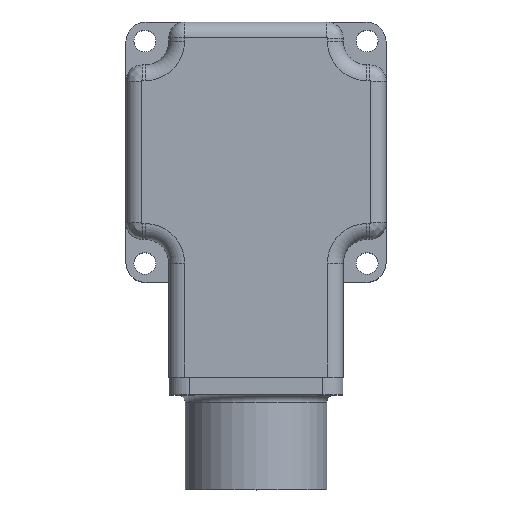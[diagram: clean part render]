
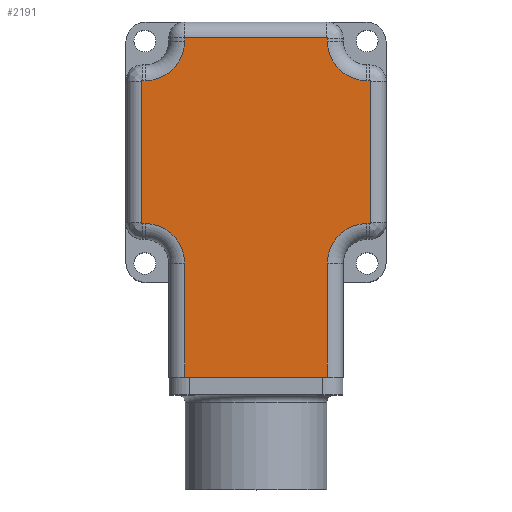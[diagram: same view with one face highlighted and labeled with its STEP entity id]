
A CAD part, top view. The second image highlights one B-rep face of the part: STEP entity #2191.
In plain terms, the highlighted planar face has unit normal (0, 0, 1).
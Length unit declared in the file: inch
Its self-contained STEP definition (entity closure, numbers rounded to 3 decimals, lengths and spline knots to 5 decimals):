
#1=DIRECTION('',(0.,-1.,0.));
#2=VECTOR('',#1,0.902);
#3=CARTESIAN_POINT('',(0.565,-0.878,1.57));
#4=LINE('',#3,#2);
#5=DIRECTION('',(1.,0.,0.));
#6=VECTOR('',#5,1.13);
#7=CARTESIAN_POINT('',(-0.565,-1.78,1.57));
#8=LINE('',#7,#6);
#9=DIRECTION('',(0.,1.,0.));
#10=VECTOR('',#9,0.902);
#11=CARTESIAN_POINT('',(-0.565,-1.78,1.57));
#12=LINE('',#11,#10);
#13=CARTESIAN_POINT('',(-0.878,-0.878,1.57));
#14=DIRECTION('',(0.,0.,1.));
#15=DIRECTION('',(1.,0.,0.));
#16=AXIS2_PLACEMENT_3D('',#13,#14,#15);
#18=DIRECTION('',(-1.,0.,0.));
#19=VECTOR('',#18,0.022);
#20=CARTESIAN_POINT('',(-0.878,-0.565,1.57));
#21=LINE('',#20,#19);
#22=CARTESIAN_POINT('',(-0.9,-0.56,1.57));
#23=DIRECTION('',(0.,0.,-1.));
#24=DIRECTION('',(0.,-1.,0.));
#25=AXIS2_PLACEMENT_3D('',#22,#23,#24);
#27=DIRECTION('',(0.,1.,0.));
#28=VECTOR('',#27,1.12);
#29=CARTESIAN_POINT('',(-0.905,-0.56,1.57));
#30=LINE('',#29,#28);
#31=CARTESIAN_POINT('',(-0.9,0.56,1.57));
#32=DIRECTION('',(0.,0.,-1.));
#33=DIRECTION('',(-1.,0.,0.));
#34=AXIS2_PLACEMENT_3D('',#31,#32,#33);
#36=DIRECTION('',(1.,0.,0.));
#37=VECTOR('',#36,0.022);
#38=CARTESIAN_POINT('',(-0.9,0.565,1.57));
#39=LINE('',#38,#37);
#40=CARTESIAN_POINT('',(-0.878,0.878,1.57));
#41=DIRECTION('',(0.,0.,1.));
#42=DIRECTION('',(0.,-1.,0.));
#43=AXIS2_PLACEMENT_3D('',#40,#41,#42);
#45=DIRECTION('',(0.,1.,0.));
#46=VECTOR('',#45,0.027);
#47=CARTESIAN_POINT('',(-0.565,0.878,1.57));
#48=LINE('',#47,#46);
#49=DIRECTION('',(1.,0.,0.));
#50=VECTOR('',#49,1.125);
#51=CARTESIAN_POINT('',(-0.565,0.905,1.57));
#52=LINE('',#51,#50);
#53=CARTESIAN_POINT('',(0.56,0.9,1.57));
#54=DIRECTION('',(0.,0.,-1.));
#55=DIRECTION('',(0.,1.,0.));
#56=AXIS2_PLACEMENT_3D('',#53,#54,#55);
#58=DIRECTION('',(0.,-1.,0.));
#59=VECTOR('',#58,0.022);
#60=CARTESIAN_POINT('',(0.565,0.9,1.57));
#61=LINE('',#60,#59);
#62=CARTESIAN_POINT('',(0.878,0.878,1.57));
#63=DIRECTION('',(0.,0.,1.));
#64=DIRECTION('',(-1.,0.,0.));
#65=AXIS2_PLACEMENT_3D('',#62,#63,#64);
#67=DIRECTION('',(1.,0.,0.));
#68=VECTOR('',#67,0.022);
#69=CARTESIAN_POINT('',(0.878,0.565,1.57));
#70=LINE('',#69,#68);
#71=CARTESIAN_POINT('',(0.9,0.56,1.57));
#72=DIRECTION('',(0.,0.,-1.));
#73=DIRECTION('',(0.,1.,0.));
#74=AXIS2_PLACEMENT_3D('',#71,#72,#73);
#76=DIRECTION('',(0.,-1.,0.));
#77=VECTOR('',#76,1.12);
#78=CARTESIAN_POINT('',(0.905,0.56,1.57));
#79=LINE('',#78,#77);
#80=CARTESIAN_POINT('',(0.9,-0.56,1.57));
#81=DIRECTION('',(0.,0.,-1.));
#82=DIRECTION('',(1.,0.,0.));
#83=AXIS2_PLACEMENT_3D('',#80,#81,#82);
#85=DIRECTION('',(-1.,0.,0.));
#86=VECTOR('',#85,0.022);
#87=CARTESIAN_POINT('',(0.9,-0.565,1.57));
#88=LINE('',#87,#86);
#89=CARTESIAN_POINT('',(0.878,-0.878,1.57));
#90=DIRECTION('',(0.,0.,1.));
#91=DIRECTION('',(0.,1.,0.));
#92=AXIS2_PLACEMENT_3D('',#89,#90,#91);
#1766=CARTESIAN_POINT('',(0.565,-1.78,1.57));
#1768=VERTEX_POINT('',#1766);
#1769=CARTESIAN_POINT('',(0.565,-0.878,1.57));
#1770=VERTEX_POINT('',#1769);
#1775=CARTESIAN_POINT('',(0.878,-0.565,1.57));
#1776=VERTEX_POINT('',#1775);
#1779=CARTESIAN_POINT('',(0.9,-0.565,1.57));
#1780=VERTEX_POINT('',#1779);
#1783=CARTESIAN_POINT('',(0.905,-0.56,1.57));
#1784=VERTEX_POINT('',#1783);
#1787=CARTESIAN_POINT('',(0.905,0.56,1.57));
#1788=VERTEX_POINT('',#1787);
#1791=CARTESIAN_POINT('',(0.9,0.565,1.57));
#1792=VERTEX_POINT('',#1791);
#1795=CARTESIAN_POINT('',(0.878,0.565,1.57));
#1796=VERTEX_POINT('',#1795);
#1799=CARTESIAN_POINT('',(0.565,0.878,1.57));
#1800=VERTEX_POINT('',#1799);
#1803=CARTESIAN_POINT('',(0.565,0.9,1.57));
#1804=VERTEX_POINT('',#1803);
#1807=CARTESIAN_POINT('',(0.56,0.905,1.57));
#1808=VERTEX_POINT('',#1807);
#1811=CARTESIAN_POINT('',(-0.565,0.905,1.57));
#1812=VERTEX_POINT('',#1811);
#1817=CARTESIAN_POINT('',(-0.565,0.878,1.57));
#1818=VERTEX_POINT('',#1817);
#1821=CARTESIAN_POINT('',(-0.878,0.565,1.57));
#1822=VERTEX_POINT('',#1821);
#1825=CARTESIAN_POINT('',(-0.9,0.565,1.57));
#1826=VERTEX_POINT('',#1825);
#1829=CARTESIAN_POINT('',(-0.905,0.56,1.57));
#1830=VERTEX_POINT('',#1829);
#1833=CARTESIAN_POINT('',(-0.905,-0.56,1.57));
#1834=VERTEX_POINT('',#1833);
#1837=CARTESIAN_POINT('',(-0.9,-0.565,1.57));
#1838=VERTEX_POINT('',#1837);
#1841=CARTESIAN_POINT('',(-0.878,-0.565,1.57));
#1842=VERTEX_POINT('',#1841);
#1845=CARTESIAN_POINT('',(-0.565,-0.878,1.57));
#1846=VERTEX_POINT('',#1845);
#1847=CARTESIAN_POINT('',(-0.565,-1.78,1.57));
#1849=VERTEX_POINT('',#1847);
#2142=CARTESIAN_POINT('',(0.,0.,1.57));
#2143=DIRECTION('',(0.,0.,1.));
#2144=DIRECTION('',(1.,0.,0.));
#2145=AXIS2_PLACEMENT_3D('',#2142,#2143,#2144);
#2146=PLANE('',#2145);
#2148=ORIENTED_EDGE('',*,*,#2147,.T.);
#2150=ORIENTED_EDGE('',*,*,#2149,.F.);
#2152=ORIENTED_EDGE('',*,*,#2151,.T.);
#2154=ORIENTED_EDGE('',*,*,#2153,.T.);
#2156=ORIENTED_EDGE('',*,*,#2155,.T.);
#2158=ORIENTED_EDGE('',*,*,#2157,.T.);
#2160=ORIENTED_EDGE('',*,*,#2159,.T.);
#2162=ORIENTED_EDGE('',*,*,#2161,.T.);
#2164=ORIENTED_EDGE('',*,*,#2163,.T.);
#2166=ORIENTED_EDGE('',*,*,#2165,.T.);
#2168=ORIENTED_EDGE('',*,*,#2167,.T.);
#2170=ORIENTED_EDGE('',*,*,#2169,.T.);
#2172=ORIENTED_EDGE('',*,*,#2171,.T.);
#2174=ORIENTED_EDGE('',*,*,#2173,.T.);
#2176=ORIENTED_EDGE('',*,*,#2175,.T.);
#2178=ORIENTED_EDGE('',*,*,#2177,.T.);
#2180=ORIENTED_EDGE('',*,*,#2179,.T.);
#2182=ORIENTED_EDGE('',*,*,#2181,.T.);
#2184=ORIENTED_EDGE('',*,*,#2183,.T.);
#2186=ORIENTED_EDGE('',*,*,#2185,.T.);
#2188=ORIENTED_EDGE('',*,*,#2187,.T.);
#2189=EDGE_LOOP('',(#2148,#2150,#2152,#2154,#2156,#2158,#2160,#2162,#2164,#2166,
#2168,#2170,#2172,#2174,#2176,#2178,#2180,#2182,#2184,#2186,#2188));
#2190=FACE_OUTER_BOUND('',#2189,.F.);
#2191=ADVANCED_FACE('',(#2190),#2146,.T.);
#17=CIRCLE('',#16,0.313);
#26=CIRCLE('',#25,0.005);
#35=CIRCLE('',#34,0.005);
#44=CIRCLE('',#43,0.313);
#57=CIRCLE('',#56,0.005);
#66=CIRCLE('',#65,0.313);
#75=CIRCLE('',#74,0.005);
#84=CIRCLE('',#83,0.005);
#93=CIRCLE('',#92,0.313);
#2147=EDGE_CURVE('',#1770,#1768,#4,.T.);
#2149=EDGE_CURVE('',#1849,#1768,#8,.T.);
#2151=EDGE_CURVE('',#1849,#1846,#12,.T.);
#2153=EDGE_CURVE('',#1846,#1842,#17,.T.);
#2155=EDGE_CURVE('',#1842,#1838,#21,.T.);
#2157=EDGE_CURVE('',#1838,#1834,#26,.T.);
#2159=EDGE_CURVE('',#1834,#1830,#30,.T.);
#2161=EDGE_CURVE('',#1830,#1826,#35,.T.);
#2163=EDGE_CURVE('',#1826,#1822,#39,.T.);
#2165=EDGE_CURVE('',#1822,#1818,#44,.T.);
#2167=EDGE_CURVE('',#1818,#1812,#48,.T.);
#2169=EDGE_CURVE('',#1812,#1808,#52,.T.);
#2171=EDGE_CURVE('',#1808,#1804,#57,.T.);
#2173=EDGE_CURVE('',#1804,#1800,#61,.T.);
#2175=EDGE_CURVE('',#1800,#1796,#66,.T.);
#2177=EDGE_CURVE('',#1796,#1792,#70,.T.);
#2179=EDGE_CURVE('',#1792,#1788,#75,.T.);
#2181=EDGE_CURVE('',#1788,#1784,#79,.T.);
#2183=EDGE_CURVE('',#1784,#1780,#84,.T.);
#2185=EDGE_CURVE('',#1780,#1776,#88,.T.);
#2187=EDGE_CURVE('',#1776,#1770,#93,.T.);
